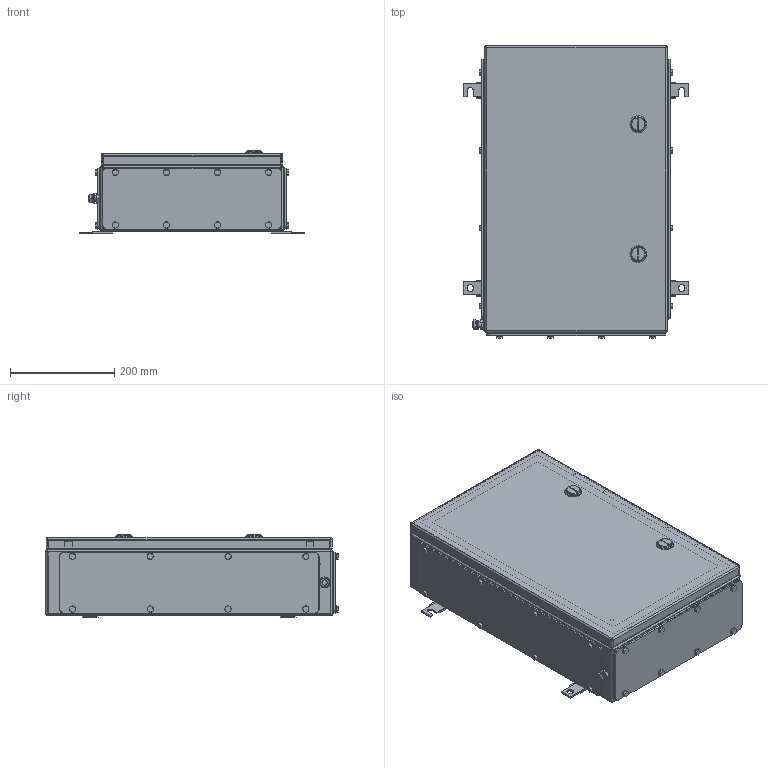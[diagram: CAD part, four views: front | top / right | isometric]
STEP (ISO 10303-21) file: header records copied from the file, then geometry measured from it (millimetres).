
FILE_DESCRIPTION(('CATIA V5 STEP Exchange','CAx-IF Rec.Pracs.--- Model Styling and Organization---1.4--- 2014-01-23'),'2;1');
FILE_NAME ('008830-5_3_1200580000_1200580000.stp','2019-09-23T08:54:24+00:00',('none'),('Weidmueller'),'CATIA Version 5-6 Release 2016 SP3 HF44','CATIA V5 STEP AP214','none');
FILE_SCHEMA(('AUTOMOTIVE_DESIGN { 1 0 10303 214 1 1 1 1 }'));
Products named in the file (1): 1200580000
Bounding box: 431 x 561 x 159.8 mm (x, y, z)
Volume: 1772861.1 mm3; surface area: 1849698.8 mm2
Topology: 100 solids, 102 shells, 1999 faces, 4584 edges, 2874 vertices
Faces by surface type: cylinder 874, plane 871, cone 200, sphere 24, torus 22, bspline 8
Entity records: 53567 total; most frequent: CARTESIAN_POINT 11061, ORIENTED_EDGE 8992, DIRECTION 7183, EDGE_CURVE 4496, AXIS2_PLACEMENT_3D 3187, VERTEX_POINT 2874, VECTOR 2512, LINE 2512
